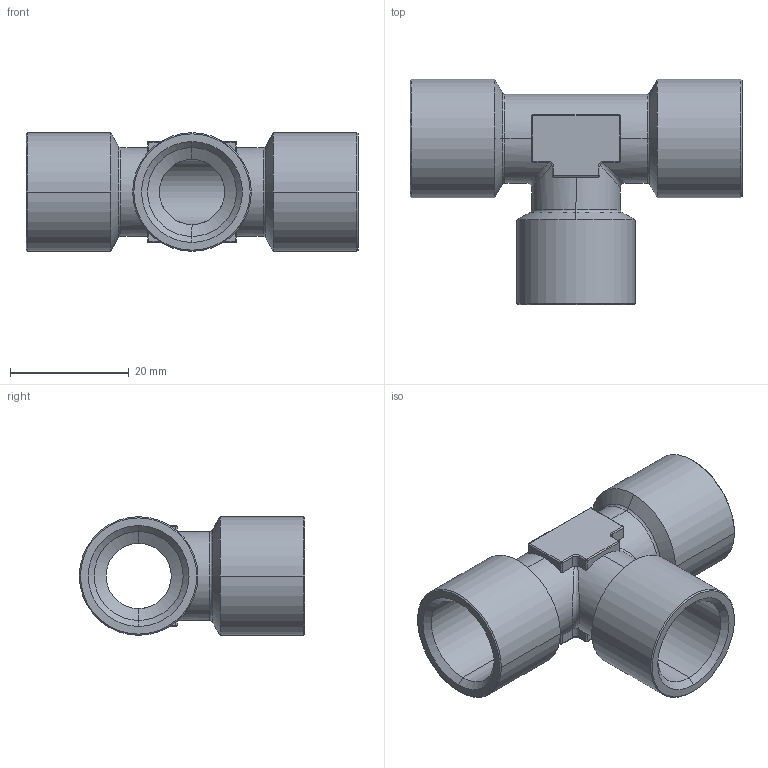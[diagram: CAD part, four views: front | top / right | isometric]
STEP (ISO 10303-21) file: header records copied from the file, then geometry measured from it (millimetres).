
FILE_DESCRIPTION (( 'STEP AP203' ), '1' );
FILE_NAME ('002-X318.STEP', '2013-10-30T15:46:55', ( 'Gabriele' ), ( '' ), 'SwSTEP 2.0', 'SolidWorks 2011', '' );
FILE_SCHEMA (( 'CONFIG_CONTROL_DESIGN' ));
Length unit declared in the file: millimetre
Products named in the file (1): 002-X318
Bounding box: 56 x 38 x 20 mm (x, y, z)
Volume: 9448.4 mm3; surface area: 8201.2 mm2
Topology: 1 solids, 1 shells, 123 faces, 294 edges, 160 vertices
Faces by surface type: cylinder 54, cone 24, plane 21, sphere 12, torus 10, bspline 2
Entity records: 3669 total; most frequent: CARTESIAN_POINT 810, DIRECTION 626, ORIENTED_EDGE 564, EDGE_CURVE 282, AXIS2_PLACEMENT_3D 252, VERTEX_POINT 160, CIRCLE 130, EDGE_LOOP 126
